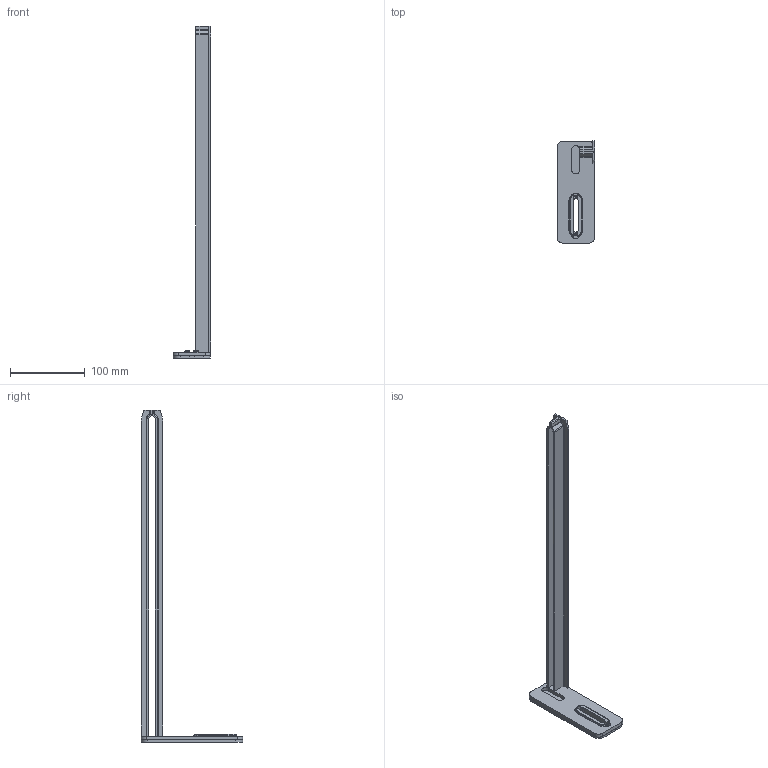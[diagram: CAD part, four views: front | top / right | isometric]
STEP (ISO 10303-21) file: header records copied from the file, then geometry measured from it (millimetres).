
FILE_DESCRIPTION((''),'2;1');
FILE_NAME('9_820_462_ASM','2019-11-28T',('kremke'),('NET'),'CREO PARAMETRIC BY PTC INC, 2017170','CREO PARAMETRIC BY PTC INC, 2017170','');
FILE_SCHEMA(('CONFIG_CONTROL_DESIGN'));
Length unit declared in the file: millimetre
Products named in the file (7): PR970_291_00; PR970_292_00; PR970_293_00; PR900_377_00_ASM; PR900_377_01_ASM; PR980_238_00_01; 9_820_462_ASM
Assembly tree (6 placements, depth 4):
  9_820_462_ASM
    PR900_377_01_ASM
      PR900_377_00_ASM
        PR970_291_00
        PR970_292_00
        PR970_293_00
    PR980_238_00_01
Bounding box: 50.5 x 136 x 445 mm (x, y, z)
Volume: 108394.5 mm3; surface area: 82075.2 mm2
Topology: 4 solids, 4 shells, 136 faces, 348 edges, 220 vertices
Faces by surface type: plane 60, cylinder 48, torus 18, cone 6, sphere 4
Entity records: 6335 total; most frequent: CARTESIAN_POINT 895, DIRECTION 752, ORIENTED_EDGE 696, PRESENTATION_STYLE_ASSIGNMENT 426, STYLED_ITEM 426, CURVE_STYLE 348, EDGE_CURVE 348, COLOUR_RGB 311
